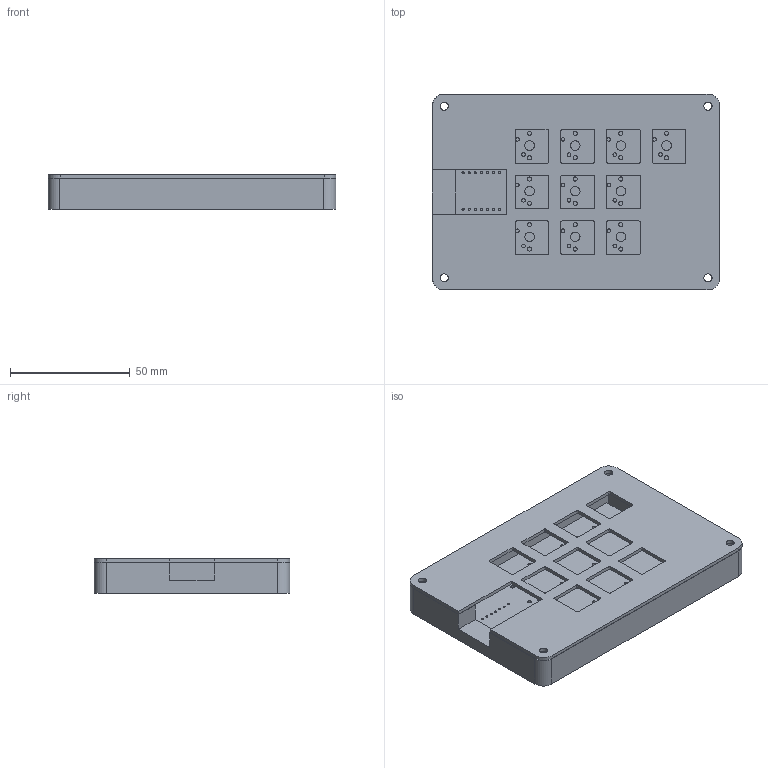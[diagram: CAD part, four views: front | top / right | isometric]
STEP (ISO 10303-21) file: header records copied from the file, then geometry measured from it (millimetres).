
FILE_DESCRIPTION(/* description */ (''),/* implementation_level */ '2;1');
FILE_NAME(/* name */ 'Macropad Assembly.step',/* time_stamp */ '2025-11-30T21:26:13-07:00',/* author */ (''),/* organization */ (''),/* preprocessor_version */ 'ST-DEVELOPER v20.1',/* originating_system */ 'Autodesk Translation Framework v14.21.0.0',/* authorisation */ '');
FILE_SCHEMA (('AUTOMOTIVE_DESIGN { 1 0 10303 214 3 1 1 }'));
Length unit declared in the file: millimetre
Products named in the file (6): 2025-11-30-16-40-59-869; 2025-11-30-16-41-22-354; Hackpad 1; Hackpad_PCB; 2025-11-30-11-35-44-556; 2025-11-29-22-55-37-379
Assembly tree (4 placements, depth 4):
  2025-11-30-16-40-59-869
    2025-11-30-16-41-22-354
      Hackpad 1
        Hackpad_PCB
      2025-11-30-11-35-44-556
  2025-11-29-22-55-37-379
Bounding box: 120.14 x 81.65 x 14.6 mm (x, y, z)
Volume: 82894.9 mm3; surface area: 57134.3 mm2
Topology: 3 solids, 5 shells, 467 faces, 1322 edges, 884 vertices
Faces by surface type: bspline 188, plane 155, cylinder 124
Full cylindrical faces by diameter (mm): 0.889 x14, 1.5 x20, 1.7 x20, 3.4 x8, 4 x10, 6 x4
Entity records: 17434 total; most frequent: CARTESIAN_POINT 5880, ORIENTED_EDGE 2636, DIRECTION 1774, EDGE_CURVE 1322, VERTEX_POINT 884, LINE 698, VECTOR 698, EDGE_LOOP 652
